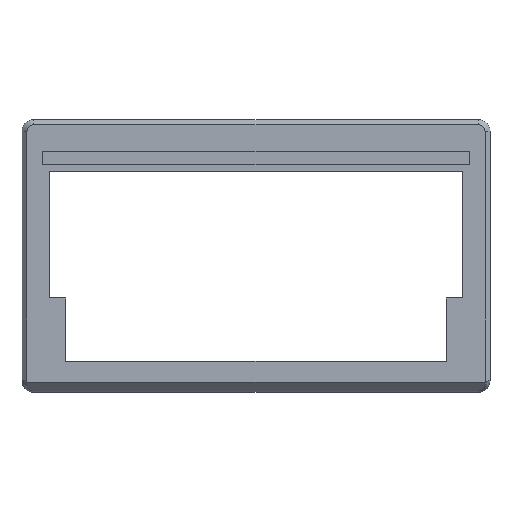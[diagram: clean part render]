
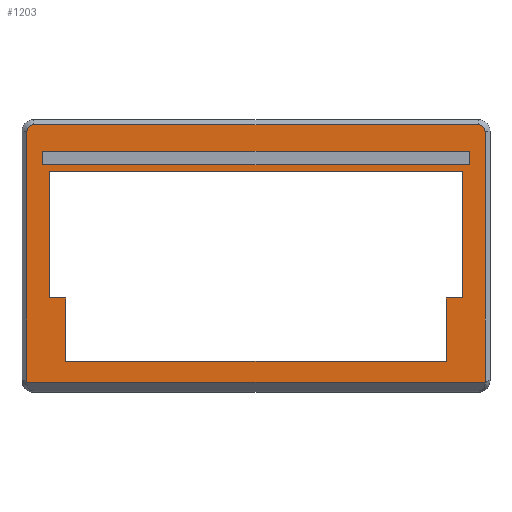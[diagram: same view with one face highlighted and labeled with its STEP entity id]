
A CAD part, top view. The second image highlights one B-rep face of the part: STEP entity #1203.
In plain terms, the highlighted planar face has unit normal (0, 0, 1).
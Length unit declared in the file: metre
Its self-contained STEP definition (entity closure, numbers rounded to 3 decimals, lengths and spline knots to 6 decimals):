
#88=CIRCLE('',#1329,0.002);
#89=CIRCLE('',#1330,0.002);
#174=ORIENTED_EDGE('',*,*,#516,.T.);
#175=ORIENTED_EDGE('',*,*,#517,.F.);
#176=ORIENTED_EDGE('',*,*,#518,.F.);
#177=ORIENTED_EDGE('',*,*,#519,.T.);
#178=ORIENTED_EDGE('',*,*,#520,.F.);
#179=ORIENTED_EDGE('',*,*,#521,.F.);
#180=ORIENTED_EDGE('',*,*,#522,.T.);
#181=ORIENTED_EDGE('',*,*,#523,.F.);
#182=ORIENTED_EDGE('',*,*,#524,.T.);
#183=ORIENTED_EDGE('',*,*,#525,.T.);
#184=ORIENTED_EDGE('',*,*,#526,.T.);
#185=ORIENTED_EDGE('',*,*,#527,.T.);
#186=ORIENTED_EDGE('',*,*,#528,.T.);
#187=ORIENTED_EDGE('',*,*,#529,.T.);
#188=ORIENTED_EDGE('',*,*,#530,.F.);
#189=ORIENTED_EDGE('',*,*,#531,.T.);
#190=ORIENTED_EDGE('',*,*,#532,.T.);
#191=ORIENTED_EDGE('',*,*,#533,.F.);
#516=EDGE_CURVE('',#687,#688,#770,.T.);
#517=EDGE_CURVE('',#689,#688,#771,.F.);
#518=EDGE_CURVE('',#690,#689,#772,.T.);
#519=EDGE_CURVE('',#690,#691,#773,.T.);
#520=EDGE_CURVE('',#692,#691,#774,.T.);
#521=EDGE_CURVE('',#693,#692,#775,.T.);
#522=EDGE_CURVE('',#693,#694,#776,.T.);
#523=EDGE_CURVE('',#687,#694,#777,.F.);
#524=EDGE_CURVE('',#695,#696,#778,.T.);
#525=EDGE_CURVE('',#696,#697,#779,.T.);
#526=EDGE_CURVE('',#697,#698,#88,.T.);
#527=EDGE_CURVE('',#698,#699,#780,.T.);
#528=EDGE_CURVE('',#699,#700,#89,.T.);
#529=EDGE_CURVE('',#700,#695,#781,.T.);
#530=EDGE_CURVE('',#701,#702,#782,.T.);
#531=EDGE_CURVE('',#701,#703,#783,.T.);
#532=EDGE_CURVE('',#703,#704,#784,.T.);
#533=EDGE_CURVE('',#702,#704,#785,.T.);
#687=VERTEX_POINT('',#1923);
#688=VERTEX_POINT('',#1924);
#689=VERTEX_POINT('',#1926);
#690=VERTEX_POINT('',#1928);
#691=VERTEX_POINT('',#1930);
#692=VERTEX_POINT('',#1932);
#693=VERTEX_POINT('',#1934);
#694=VERTEX_POINT('',#1936);
#695=VERTEX_POINT('',#1939);
#696=VERTEX_POINT('',#1940);
#697=VERTEX_POINT('',#1942);
#698=VERTEX_POINT('',#1944);
#699=VERTEX_POINT('',#1946);
#700=VERTEX_POINT('',#1948);
#701=VERTEX_POINT('',#1951);
#702=VERTEX_POINT('',#1952);
#703=VERTEX_POINT('',#1954);
#704=VERTEX_POINT('',#1956);
#770=LINE('',#1922,#880);
#771=LINE('',#1925,#881);
#772=LINE('',#1927,#882);
#773=LINE('',#1929,#883);
#774=LINE('',#1931,#884);
#775=LINE('',#1933,#885);
#776=LINE('',#1935,#886);
#777=LINE('',#1937,#887);
#778=LINE('',#1938,#888);
#779=LINE('',#1941,#889);
#780=LINE('',#1945,#890);
#781=LINE('',#1949,#891);
#782=LINE('',#1950,#892);
#783=LINE('',#1953,#893);
#784=LINE('',#1955,#894);
#785=LINE('',#1957,#895);
#880=VECTOR('',#1530,1.);
#881=VECTOR('',#1531,1.);
#882=VECTOR('',#1532,1.);
#883=VECTOR('',#1533,1.);
#884=VECTOR('',#1534,1.);
#885=VECTOR('',#1535,1.);
#886=VECTOR('',#1536,1.);
#887=VECTOR('',#1537,1.);
#888=VECTOR('',#1538,1.);
#889=VECTOR('',#1539,1.);
#890=VECTOR('',#1542,1.);
#891=VECTOR('',#1545,1.);
#892=VECTOR('',#1546,1.);
#893=VECTOR('',#1547,1.);
#894=VECTOR('',#1548,1.);
#895=VECTOR('',#1549,1.);
#968=EDGE_LOOP('',(#174,#175,#176,#177,#178,#179,#180,#181));
#969=EDGE_LOOP('',(#182,#183,#184,#185,#186,#187));
#970=EDGE_LOOP('',(#188,#189,#190,#191));
#1068=FACE_BOUND('',#968,.T.);
#1069=FACE_BOUND('',#969,.T.);
#1070=FACE_BOUND('',#970,.T.);
#1156=PLANE('',#1328);
#1203=ADVANCED_FACE('',(#1068,#1069,#1070),#1156,.T.);
#1328=AXIS2_PLACEMENT_3D('',#1921,#1528,#1529);
#1329=AXIS2_PLACEMENT_3D('',#1943,#1540,#1541);
#1330=AXIS2_PLACEMENT_3D('',#1947,#1543,#1544);
#1528=DIRECTION('',(0.,0.,1.));
#1529=DIRECTION('',(1.,0.,0.));
#1530=DIRECTION('',(1.,0.,0.));
#1531=DIRECTION('',(0.,-1.,0.));
#1532=DIRECTION('',(1.,0.,0.));
#1533=DIRECTION('',(0.,-1.,0.));
#1534=DIRECTION('',(1.,0.,0.));
#1535=DIRECTION('',(0.,-1.,0.));
#1536=DIRECTION('',(-1.,0.,0.));
#1537=DIRECTION('',(0.,1.,0.));
#1538=DIRECTION('',(1.,0.,0.));
#1539=DIRECTION('',(0.,1.,0.));
#1540=DIRECTION('',(0.,0.,1.));
#1541=DIRECTION('',(1.,0.,0.));
#1542=DIRECTION('',(-1.,0.,0.));
#1543=DIRECTION('',(0.,0.,1.));
#1544=DIRECTION('',(1.,0.,0.));
#1545=DIRECTION('',(0.,-1.,0.));
#1546=DIRECTION('',(0.,-1.,0.));
#1547=DIRECTION('',(1.,0.,0.));
#1548=DIRECTION('',(0.,-1.,0.));
#1549=DIRECTION('',(1.,0.,0.));
#1921=CARTESIAN_POINT('',(0.,0.0031,0.0085));
#1922=CARTESIAN_POINT('',(0.,0.02857,0.0085));
#1923=CARTESIAN_POINT('',(-0.062,0.02857,0.0085));
#1924=CARTESIAN_POINT('',(0.062,0.02857,0.0085));
#1925=CARTESIAN_POINT('',(0.062,0.0031,0.0085));
#1926=CARTESIAN_POINT('',(0.062,-0.00952,0.0085));
#1927=CARTESIAN_POINT('',(0.060573,-0.00952,0.0085));
#1928=CARTESIAN_POINT('',(0.057146,-0.00952,0.0085));
#1929=CARTESIAN_POINT('',(0.057146,-0.019045,0.0085));
#1930=CARTESIAN_POINT('',(0.057146,-0.02857,0.0085));
#1931=CARTESIAN_POINT('',(0.,-0.02857,0.0085));
#1932=CARTESIAN_POINT('',(-0.057146,-0.02857,0.0085));
#1933=CARTESIAN_POINT('',(-0.057146,-0.019045,0.0085));
#1934=CARTESIAN_POINT('',(-0.057146,-0.00952,0.0085));
#1935=CARTESIAN_POINT('',(-0.060573,-0.00952,0.0085));
#1936=CARTESIAN_POINT('',(-0.062,-0.00952,0.0085));
#1937=CARTESIAN_POINT('',(-0.062,0.0031,0.0085));
#1938=CARTESIAN_POINT('',(0.06675,-0.0348,0.0085));
#1939=CARTESIAN_POINT('',(-0.06875,-0.0348,0.0085));
#1940=CARTESIAN_POINT('',(0.06875,-0.0348,0.0085));
#1941=CARTESIAN_POINT('',(0.06875,0.0031,0.0085));
#1942=CARTESIAN_POINT('',(0.06875,0.0405,0.0085));
#1943=CARTESIAN_POINT('',(0.06675,0.0405,0.0085));
#1944=CARTESIAN_POINT('',(0.06675,0.0425,0.0085));
#1945=CARTESIAN_POINT('',(0.,0.0425,0.0085));
#1946=CARTESIAN_POINT('',(-0.06675,0.0425,0.0085));
#1947=CARTESIAN_POINT('',(-0.06675,0.0405,0.0085));
#1948=CARTESIAN_POINT('',(-0.06875,0.0405,0.0085));
#1949=CARTESIAN_POINT('',(-0.06875,-0.0343,0.0085));
#1950=CARTESIAN_POINT('',(-0.064,0.03251,0.0085));
#1951=CARTESIAN_POINT('',(-0.064,0.034525,0.0085));
#1952=CARTESIAN_POINT('',(-0.064,0.030495,0.0085));
#1953=CARTESIAN_POINT('',(0.,0.034525,0.0085));
#1954=CARTESIAN_POINT('',(0.064,0.034525,0.0085));
#1955=CARTESIAN_POINT('',(0.064,0.03251,0.0085));
#1956=CARTESIAN_POINT('',(0.064,0.030495,0.0085));
#1957=CARTESIAN_POINT('',(0.,0.030495,0.0085));
